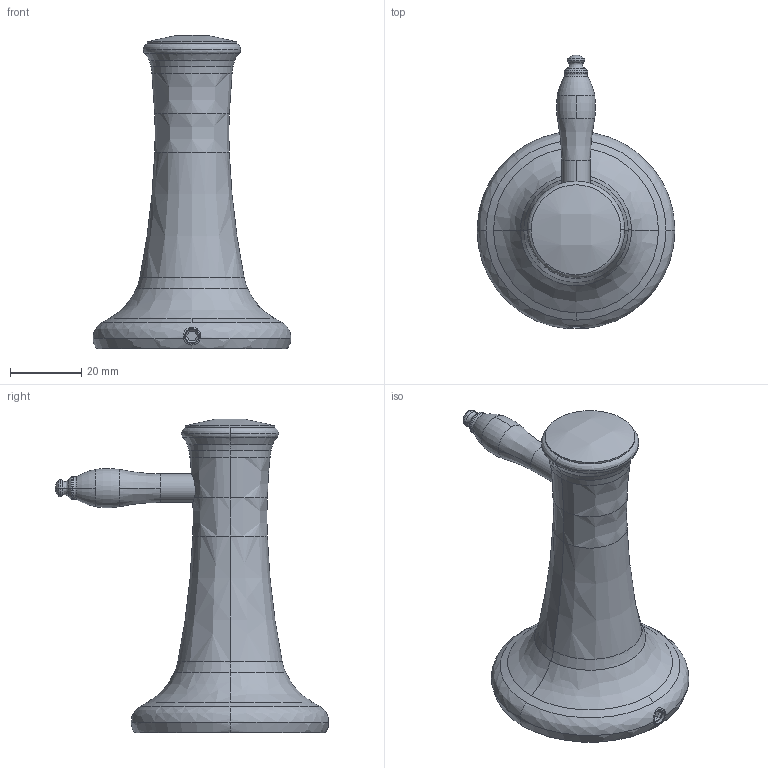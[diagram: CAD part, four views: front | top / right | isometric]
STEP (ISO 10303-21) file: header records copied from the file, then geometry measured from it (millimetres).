
FILE_DESCRIPTION (( 'STEP AP214' ), '1' );
FILE_NAME ('ARE05.stp', '2021-05-14T05:02:40', ( '' ), ( '' ), 'SwSTEP 2.0', 'SolidWorks 2021', '' );
FILE_SCHEMA (( 'AUTOMOTIVE_DESIGN' ));
Length unit declared in the file: millimetre
Products named in the file (8): P566000; P235020; ARE05; P566000_2; P565040; MNJ105012; P565031; P565031_2
Assembly tree (7 placements, depth 2):
  ARE05
    P566000_2
    P566000
    P565040
    P565031
    P565031_2
    P235020
    MNJ105012
Bounding box: 55.5 x 76.68 x 87.82 mm (x, y, z)
Volume: 28201.2 mm3; surface area: 23174.1 mm2
Topology: 5 solids, 8 shells, 284 faces, 672 edges, 401 vertices
Faces by surface type: cylinder 100, bspline 81, plane 80, cone 17, torus 6
Entity records: 13427 total; most frequent: CARTESIAN_POINT 7009, ORIENTED_EDGE 1320, DIRECTION 1216, EDGE_CURVE 666, AXIS2_PLACEMENT_3D 473, VERTEX_POINT 401, EDGE_LOOP 301, FACE_OUTER_BOUND 284
